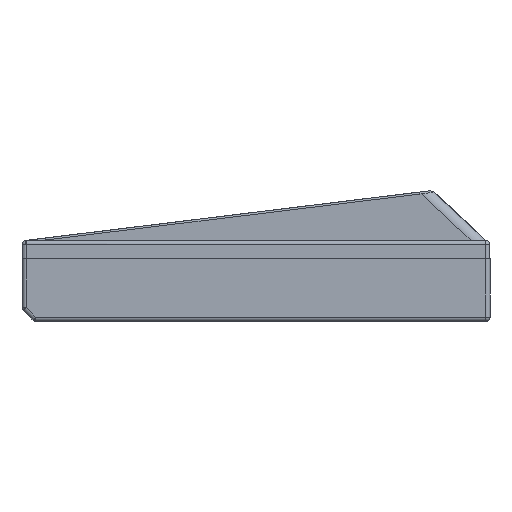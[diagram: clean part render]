
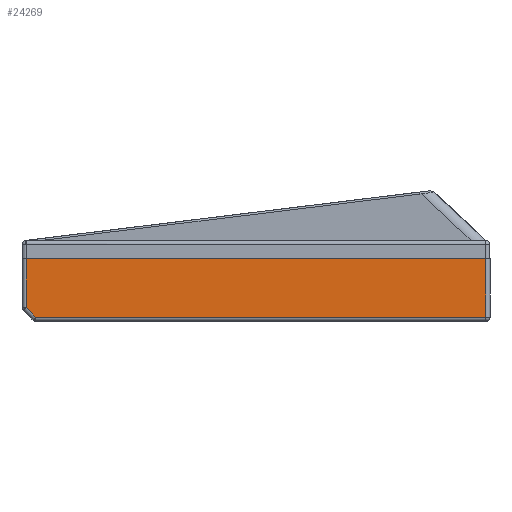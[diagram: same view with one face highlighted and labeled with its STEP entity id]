
A CAD part, left-side view. The second image highlights one B-rep face of the part: STEP entity #24269.
In plain terms, the highlighted planar face has unit normal (-1, 0, 0).
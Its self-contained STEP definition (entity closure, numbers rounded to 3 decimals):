
#1837=PLANE('',#25620);
#2617=FACE_OUTER_BOUND('',#3984,.T.);
#3984=EDGE_LOOP('',(#18149,#18150,#18151,#18152,#18153));
#5659=LINE('',#37769,#7858);
#5662=LINE('',#37776,#7861);
#5672=LINE('',#37807,#7871);
#5678=LINE('',#37832,#7877);
#5679=LINE('',#37834,#7878);
#7858=VECTOR('',#28473,10.);
#7861=VECTOR('',#28482,10.);
#7871=VECTOR('',#28522,10.);
#7877=VECTOR('',#28546,10.);
#7878=VECTOR('',#28549,10.);
#10694=VERTEX_POINT('',#37759);
#10697=VERTEX_POINT('',#37766);
#10698=VERTEX_POINT('',#37774);
#10704=VERTEX_POINT('',#37806);
#10714=VERTEX_POINT('',#37830);
#13460=EDGE_CURVE('',#10694,#10697,#5659,.T.);
#13464=EDGE_CURVE('',#10698,#10694,#5662,.T.);
#13480=EDGE_CURVE('',#10697,#10704,#5672,.T.);
#13492=EDGE_CURVE('',#10714,#10698,#5678,.T.);
#13493=EDGE_CURVE('',#10714,#10704,#5679,.T.);
#18149=ORIENTED_EDGE('',*,*,#13464,.F.);
#18150=ORIENTED_EDGE('',*,*,#13492,.F.);
#18151=ORIENTED_EDGE('',*,*,#13493,.T.);
#18152=ORIENTED_EDGE('',*,*,#13480,.F.);
#18153=ORIENTED_EDGE('',*,*,#13460,.F.);
#24269=ADVANCED_FACE('',(#2617),#1837,.T.);
#25620=AXIS2_PLACEMENT_3D('',#37833,#28547,#28548);
#28473=DIRECTION('',(0.,0.707,0.707));
#28482=DIRECTION('',(0.,1.,0.));
#28522=DIRECTION('',(0.,0.,1.));
#28546=DIRECTION('',(0.,0.,-1.));
#28547=DIRECTION('center_axis',(-1.,0.,0.));
#28548=DIRECTION('ref_axis',(0.,1.,0.));
#28549=DIRECTION('',(0.,1.,0.));
#37759=CARTESIAN_POINT('',(-148.125,87.036,-89.175));
#37766=CARTESIAN_POINT('',(-148.125,89.45,-86.761));
#37769=CARTESIAN_POINT('',(-148.125,61.055,-115.155));
#37774=CARTESIAN_POINT('',(-148.125,-24.3,-89.175));
#37776=CARTESIAN_POINT('',(-148.125,3.637,-89.175));
#37806=CARTESIAN_POINT('',(-148.125,89.45,-74.675));
#37807=CARTESIAN_POINT('',(-148.125,89.45,-83.175));
#37830=CARTESIAN_POINT('',(-148.125,-24.3,-74.675));
#37832=CARTESIAN_POINT('',(-148.125,-24.3,-83.175));
#37833=CARTESIAN_POINT('Origin',(-148.125,-25.3,-83.175));
#37834=CARTESIAN_POINT('',(-148.125,3.637,-74.675));
